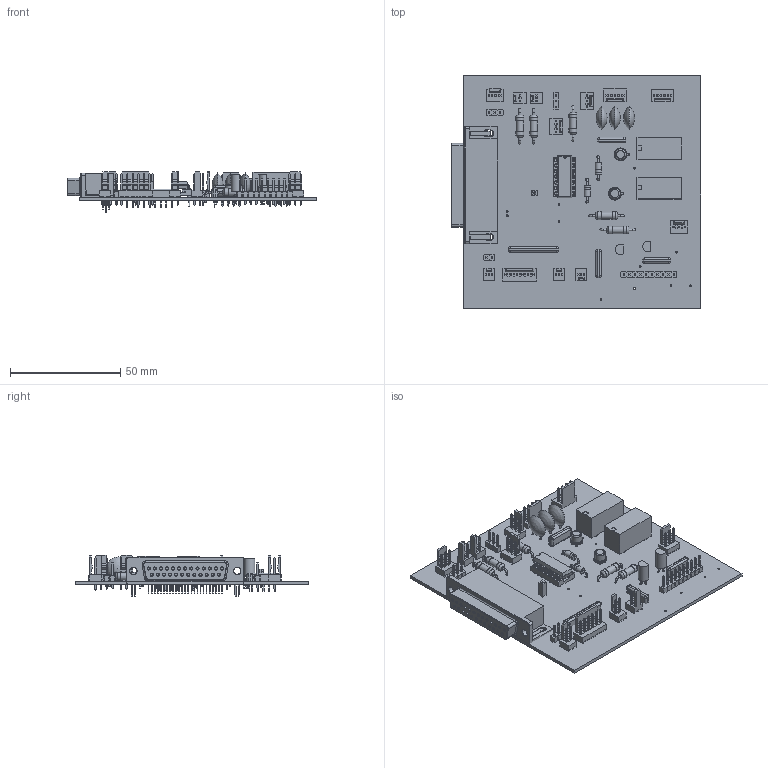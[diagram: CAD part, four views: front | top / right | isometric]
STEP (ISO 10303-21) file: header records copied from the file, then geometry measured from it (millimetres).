
FILE_DESCRIPTION(/* description */ (''),/* implementation_level */ '2;1');
FILE_NAME(/* name */ 'Radial-V Extension Board v3.step',/* time_stamp */ '2020-02-20T21:57:23+01:00',/* author */ (''),/* organization */ (''),/* preprocessor_version */ 'ST-DEVELOPER v18',/* originating_system */ 'Autodesk Translation Framework v8.12.0.6',/* authorisation */ '');
FILE_SCHEMA (('AUTOMOTIVE_DESIGN { 1 0 10303 214 3 1 1 }'));
Products named in the file (28): Radial-V Extension Board; PCB Component; Board; PinHeader_1x03_P2.54mm_Vertical v1; PinHeader_1x10_P2.54mm_Vertical v1; R_Array_SIP9 v1; R_Array_SIP5 v1; R_Array_SIP5 v1 (1); R_Array_SIP5 v1 (2); PinHeader_1x03_P2.54mm_Vertical v1 (1); PinHeader_1x02_P2.54mm_Vertical v1; Molex_KK-254_AE-6410-04A_1x04_P2.54mm_Vertical v1; Molex_KK-254_AE-6410-03A_1x03_P2.54mm_Vertical v1; TO-92L v1; Molex_KK-254_AE-6410-03A_1x03_P2.54mm_Vertical v1 (1); Molex_KK-254_AE-6410-06A_1x06_P2.54mm_Vertical v1; DIP-14_W7.62mm_Socket v1; DIP-14_W7.62mm v1; PinSocket_1x01_P2.54mm_Vertical v1; Molex_KK-254_AE-6410-03A_1x03_P2.54mm_Vertical v1 (2); Molex_KK-254_AE-6410-02A_1x02_P2.54mm_Vertical v1; Molex_KK-254_AE-6410-02A_1x02_P2.54mm_Vertical v1 (1); Relay_DPDT_Omron_G5V-2 v1; R_Axial_DIN0411_L9.9mm_D3.6mm_P15.24mm_Horizontal v1; D_A-405_P10.16mm_Horizontal v1; C_Disc_D10.5mm_W5.0mm_P5.00mm v1; TO-18, short leads 3mm v1; DSUB-25_Female_Horizontal_P2.77x2.84mm_EdgePinOffset9.90mm_Housed_Mou
ntingHolesOffset11.32mm v1
Assembly tree (42 placements, depth 3):
  Radial-V Extension Board
    PCB Component
      Board
    PinHeader_1x03_P2.54mm_Vertical v1
    PinHeader_1x10_P2.54mm_Vertical v1
    R_Array_SIP9 v1
    R_Array_SIP5 v1
    R_Array_SIP5 v1 (1)
    R_Array_SIP5 v1 (2)
    PinHeader_1x03_P2.54mm_Vertical v1 (1)
    PinHeader_1x02_P2.54mm_Vertical v1
    Molex_KK-254_AE-6410-04A_1x04_P2.54mm_Vertical v1  x2
    Molex_KK-254_AE-6410-03A_1x03_P2.54mm_Vertical v1
    TO-18, short leads 3mm v1  x2
    TO-92L v1  x2
    Molex_KK-254_AE-6410-03A_1x03_P2.54mm_Vertical v1 (1)
    Molex_KK-254_AE-6410-03A_1x03_P2.54mm_Vertical v1 (2)  x2
    Molex_KK-254_AE-6410-02A_1x02_P2.54mm_Vertical v1  x3
    Molex_KK-254_AE-6410-02A_1x02_P2.54mm_Vertical v1 (1)  x2
    Relay_DPDT_Omron_G5V-2 v1  x2
    Molex_KK-254_AE-6410-06A_1x06_P2.54mm_Vertical v1
    DIP-14_W7.62mm_Socket v1
    DIP-14_W7.62mm v1
    PinSocket_1x01_P2.54mm_Vertical v1
    R_Axial_DIN0411_L9.9mm_D3.6mm_P15.24mm_Horizontal v1  x5
    D_A-405_P10.16mm_Horizontal v1  x2
    C_Disc_D10.5mm_W5.0mm_P5.00mm v1  x3
    DSUB-25_Female_Horizontal_P2.77x2.84mm_EdgePinOffset9.90mm_Housed_Mou
ntingHolesOffset11.32mm v1
Bounding box: 113.42 x 105.4 x 18.7 mm (x, y, z)
Volume: 37556.7 mm3; surface area: 41578.3 mm2
Topology: 41 solids, 55 shells, 3243 faces, 8204 edges, 5327 vertices
Faces by surface type: plane 2515, cylinder 520, cone 75, torus 50, bspline 45, sphere 38
Full cylindrical faces by diameter (mm): 0.3 x25, 0.48 x6, 0.508 x28, 0.6 x8, 0.7 x6, 0.8 x31, 0.813 x56, 0.914 x10, 0.96 x6, 1 x20, 1.016 x80, 1.118 x4, 1.2 x25, 1.524 x14, 1.724 x14, 2.7 x4, 2.72 x2, 3.2 x2, 3.24 x5, 3.302 x2, 3.6 x10, 4 x2, 4.7 x2, 5.6 x2
Entity records: 84173 total; most frequent: CARTESIAN_POINT 15670, DIRECTION 13347, ORIENTED_EDGE 13174, EDGE_CURVE 6593, LINE 5113, VECTOR 5113, VERTEX_POINT 4294, AXIS2_PLACEMENT_3D 4117
